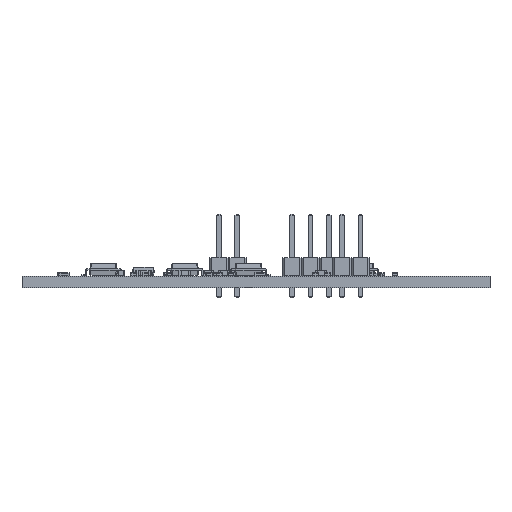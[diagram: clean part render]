
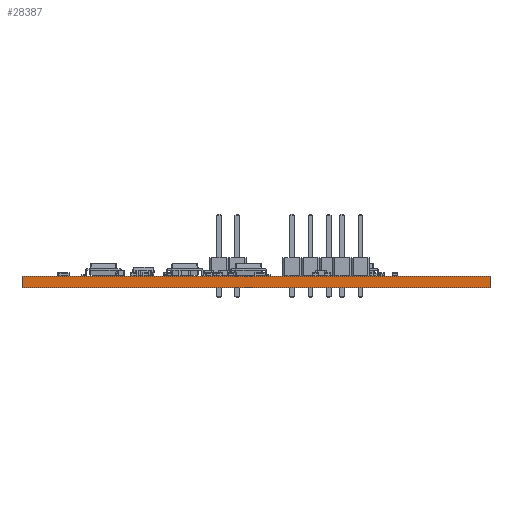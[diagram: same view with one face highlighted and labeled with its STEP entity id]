
A CAD part, front view. The second image highlights one B-rep face of the part: STEP entity #28387.
In plain terms, the highlighted planar face has unit normal (0, -1, 0).
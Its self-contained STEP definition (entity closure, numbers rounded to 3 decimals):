
#28387 = ADVANCED_FACE('',(#28388),#28422,.T.);
#28388 = FACE_BOUND('',#28389,.T.);
#28389 = EDGE_LOOP('',(#28390,#28400,#28408,#28416));
#28390 = ORIENTED_EDGE('',*,*,#28391,.T.);
#28391 = EDGE_CURVE('',#28392,#28394,#28396,.T.);
#28392 = VERTEX_POINT('',#28393);
#28393 = CARTESIAN_POINT('',(185.,-137.,0.));
#28394 = VERTEX_POINT('',#28395);
#28395 = CARTESIAN_POINT('',(185.,-137.,1.6));
#28396 = LINE('',#28397,#28398);
#28397 = CARTESIAN_POINT('',(185.,-137.,0.));
#28398 = VECTOR('',#28399,1.);
#28399 = DIRECTION('',(0.,0.,1.));
#28400 = ORIENTED_EDGE('',*,*,#28401,.T.);
#28401 = EDGE_CURVE('',#28394,#28402,#28404,.T.);
#28402 = VERTEX_POINT('',#28403);
#28403 = CARTESIAN_POINT('',(120.,-137.,1.6));
#28404 = LINE('',#28405,#28406);
#28405 = CARTESIAN_POINT('',(185.,-137.,1.6));
#28406 = VECTOR('',#28407,1.);
#28407 = DIRECTION('',(-1.,0.,0.));
#28408 = ORIENTED_EDGE('',*,*,#28409,.F.);
#28409 = EDGE_CURVE('',#28410,#28402,#28412,.T.);
#28410 = VERTEX_POINT('',#28411);
#28411 = CARTESIAN_POINT('',(120.,-137.,0.));
#28412 = LINE('',#28413,#28414);
#28413 = CARTESIAN_POINT('',(120.,-137.,0.));
#28414 = VECTOR('',#28415,1.);
#28415 = DIRECTION('',(0.,0.,1.));
#28416 = ORIENTED_EDGE('',*,*,#28417,.F.);
#28417 = EDGE_CURVE('',#28392,#28410,#28418,.T.);
#28418 = LINE('',#28419,#28420);
#28419 = CARTESIAN_POINT('',(185.,-137.,0.));
#28420 = VECTOR('',#28421,1.);
#28421 = DIRECTION('',(-1.,0.,0.));
#28422 = PLANE('',#28423);
#28423 = AXIS2_PLACEMENT_3D('',#28424,#28425,#28426);
#28424 = CARTESIAN_POINT('',(185.,-137.,0.));
#28425 = DIRECTION('',(0.,-1.,0.));
#28426 = DIRECTION('',(-1.,0.,0.));
